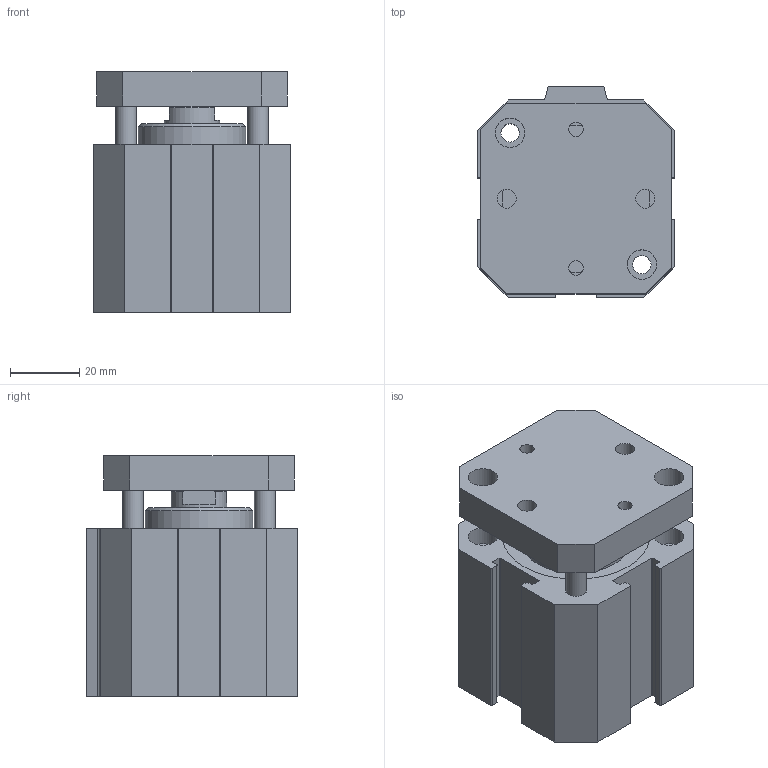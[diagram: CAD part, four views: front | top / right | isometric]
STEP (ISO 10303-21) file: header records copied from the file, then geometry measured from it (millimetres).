
FILE_DESCRIPTION(/* description */ ('TUBO PROFILATO COMPATTI Ø40'),/* implementation_level */ '2;1');
FILE_NAME(/* name */ '1501_40_0015_AR.stp',/* time_stamp */ '2016-08-24T11:51:13+02:00',/* author */ ('Maniean1'),/* organization */ ('Pneumax S.p.A.'),/* preprocessor_version */ 'ST-DEVELOPER v15.2',/* originating_system */ 'Autodesk Inventor 2014',/* authorisation */ '');
FILE_SCHEMA (('AUTOMOTIVE_DESIGN { 1 0 10303 214 3 1 1 }'));
Length unit declared in the file: millimetre
Products named in the file (3): C_1501_40_0015_AR; S_1501_40_0015_AR; 1501_40_0015_AR
Bounding box: 57 x 61 x 69.5 mm (x, y, z)
Volume: 151291.3 mm3; surface area: 47431.8 mm2
Topology: 2 solids, 2 shells, 137 faces, 337 edges, 226 vertices
Faces by surface type: plane 74, cylinder 58, cone 5
Full cylindrical faces by diameter (mm): 4.134 x2, 5.3 x4, 5.5 x2, 6 x4, 8.5 x8, 8.566 x2, 9 x2, 16 x2, 31 x2, 40 x2, 42.5 x2
Entity records: 3998 total; most frequent: DIRECTION 698, CARTESIAN_POINT 662, ORIENTED_EDGE 588, EDGE_CURVE 294, AXIS2_PLACEMENT_3D 266, VERTEX_POINT 218, EDGE_LOOP 214, LINE 166
